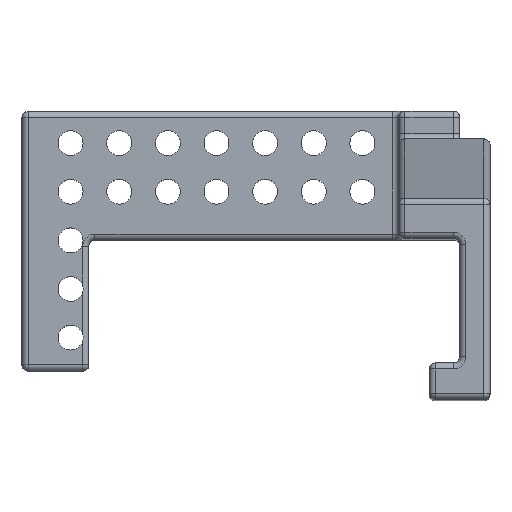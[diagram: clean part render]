
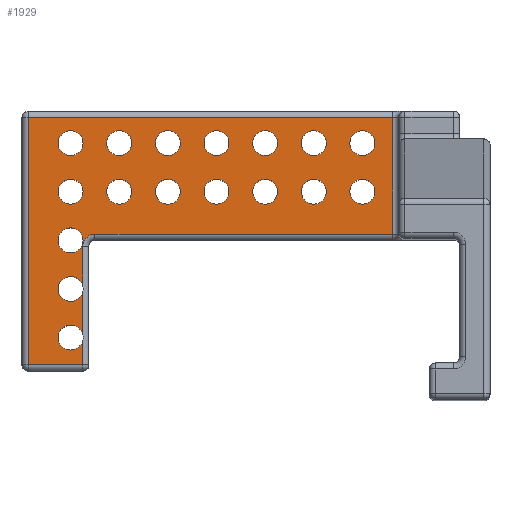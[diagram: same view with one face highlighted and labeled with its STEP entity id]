
A CAD part, top view. The second image highlights one B-rep face of the part: STEP entity #1929.
In plain terms, the highlighted planar face has unit normal (0, 0, 1).
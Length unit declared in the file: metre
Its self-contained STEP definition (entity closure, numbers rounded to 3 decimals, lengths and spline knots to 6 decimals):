
#78=LINE('',#3128,#205);
#79=LINE('',#3132,#206);
#80=LINE('',#3136,#207);
#81=LINE('',#3138,#208);
#82=LINE('',#3140,#209);
#83=LINE('',#3142,#210);
#84=LINE('',#3144,#211);
#85=LINE('',#3146,#212);
#205=VECTOR('',#2422,1.);
#206=VECTOR('',#2425,1.);
#207=VECTOR('',#2428,1.);
#208=VECTOR('',#2429,1.);
#209=VECTOR('',#2430,1.);
#210=VECTOR('',#2431,1.);
#211=VECTOR('',#2432,1.);
#212=VECTOR('',#2433,1.);
#313=PLANE('',#2076);
#365=ORIENTED_EDGE('',*,*,#927,.F.);
#366=ORIENTED_EDGE('',*,*,#928,.F.);
#367=ORIENTED_EDGE('',*,*,#929,.F.);
#368=ORIENTED_EDGE('',*,*,#930,.F.);
#369=ORIENTED_EDGE('',*,*,#931,.F.);
#370=ORIENTED_EDGE('',*,*,#932,.F.);
#371=ORIENTED_EDGE('',*,*,#933,.F.);
#372=ORIENTED_EDGE('',*,*,#934,.F.);
#373=ORIENTED_EDGE('',*,*,#935,.F.);
#374=ORIENTED_EDGE('',*,*,#936,.F.);
#375=ORIENTED_EDGE('',*,*,#937,.F.);
#376=ORIENTED_EDGE('',*,*,#938,.F.);
#377=ORIENTED_EDGE('',*,*,#939,.F.);
#378=ORIENTED_EDGE('',*,*,#940,.F.);
#379=ORIENTED_EDGE('',*,*,#941,.F.);
#380=ORIENTED_EDGE('',*,*,#942,.F.);
#381=ORIENTED_EDGE('',*,*,#943,.T.);
#382=ORIENTED_EDGE('',*,*,#944,.F.);
#383=ORIENTED_EDGE('',*,*,#945,.T.);
#384=ORIENTED_EDGE('',*,*,#946,.F.);
#385=ORIENTED_EDGE('',*,*,#947,.T.);
#386=ORIENTED_EDGE('',*,*,#948,.T.);
#387=ORIENTED_EDGE('',*,*,#949,.T.);
#388=ORIENTED_EDGE('',*,*,#950,.T.);
#389=ORIENTED_EDGE('',*,*,#951,.T.);
#390=ORIENTED_EDGE('',*,*,#952,.T.);
#927=EDGE_CURVE('',#1208,#1208,#1354,.T.);
#928=EDGE_CURVE('',#1209,#1209,#1355,.T.);
#929=EDGE_CURVE('',#1210,#1210,#1356,.T.);
#930=EDGE_CURVE('',#1211,#1211,#1357,.T.);
#931=EDGE_CURVE('',#1212,#1212,#1358,.T.);
#932=EDGE_CURVE('',#1213,#1213,#1359,.T.);
#933=EDGE_CURVE('',#1214,#1214,#1360,.T.);
#934=EDGE_CURVE('',#1215,#1215,#1361,.T.);
#935=EDGE_CURVE('',#1216,#1216,#1362,.T.);
#936=EDGE_CURVE('',#1217,#1217,#1363,.T.);
#937=EDGE_CURVE('',#1218,#1218,#1364,.T.);
#938=EDGE_CURVE('',#1219,#1219,#1365,.T.);
#939=EDGE_CURVE('',#1220,#1220,#1366,.T.);
#940=EDGE_CURVE('',#1221,#1221,#1367,.T.);
#941=EDGE_CURVE('',#1222,#1222,#1368,.T.);
#942=EDGE_CURVE('',#1223,#1224,#1369,.T.);
#943=EDGE_CURVE('',#1223,#1225,#78,.F.);
#944=EDGE_CURVE('',#1226,#1225,#1370,.T.);
#945=EDGE_CURVE('',#1226,#1227,#79,.F.);
#946=EDGE_CURVE('',#1228,#1227,#1371,.T.);
#947=EDGE_CURVE('',#1228,#1229,#80,.F.);
#948=EDGE_CURVE('',#1229,#1230,#81,.F.);
#949=EDGE_CURVE('',#1230,#1231,#82,.F.);
#950=EDGE_CURVE('',#1231,#1232,#83,.T.);
#951=EDGE_CURVE('',#1232,#1233,#84,.T.);
#952=EDGE_CURVE('',#1233,#1224,#85,.F.);
#1208=VERTEX_POINT('',#3096);
#1209=VERTEX_POINT('',#3098);
#1210=VERTEX_POINT('',#3100);
#1211=VERTEX_POINT('',#3102);
#1212=VERTEX_POINT('',#3104);
#1213=VERTEX_POINT('',#3106);
#1214=VERTEX_POINT('',#3108);
#1215=VERTEX_POINT('',#3110);
#1216=VERTEX_POINT('',#3112);
#1217=VERTEX_POINT('',#3114);
#1218=VERTEX_POINT('',#3116);
#1219=VERTEX_POINT('',#3118);
#1220=VERTEX_POINT('',#3120);
#1221=VERTEX_POINT('',#3122);
#1222=VERTEX_POINT('',#3124);
#1223=VERTEX_POINT('',#3126);
#1224=VERTEX_POINT('',#3127);
#1225=VERTEX_POINT('',#3129);
#1226=VERTEX_POINT('',#3131);
#1227=VERTEX_POINT('',#3133);
#1228=VERTEX_POINT('',#3135);
#1229=VERTEX_POINT('',#3137);
#1230=VERTEX_POINT('',#3139);
#1231=VERTEX_POINT('',#3141);
#1232=VERTEX_POINT('',#3143);
#1233=VERTEX_POINT('',#3145);
#1354=CIRCLE('',#2077,0.00205);
#1355=CIRCLE('',#2078,0.00205);
#1356=CIRCLE('',#2079,0.00205);
#1357=CIRCLE('',#2080,0.00205);
#1358=CIRCLE('',#2081,0.00205);
#1359=CIRCLE('',#2082,0.00205);
#1360=CIRCLE('',#2083,0.00205);
#1361=CIRCLE('',#2084,0.00205);
#1362=CIRCLE('',#2085,0.00205);
#1363=CIRCLE('',#2086,0.00205);
#1364=CIRCLE('',#2087,0.00205);
#1365=CIRCLE('',#2088,0.00205);
#1366=CIRCLE('',#2089,0.00205);
#1367=CIRCLE('',#2090,0.00205);
#1368=CIRCLE('',#2091,0.00205);
#1369=CIRCLE('',#2092,0.00205);
#1370=CIRCLE('',#2093,0.00205);
#1371=CIRCLE('',#2094,0.002);
#1499=EDGE_LOOP('',(#365));
#1500=EDGE_LOOP('',(#366));
#1501=EDGE_LOOP('',(#367));
#1502=EDGE_LOOP('',(#368));
#1503=EDGE_LOOP('',(#369));
#1504=EDGE_LOOP('',(#370));
#1505=EDGE_LOOP('',(#371));
#1506=EDGE_LOOP('',(#372));
#1507=EDGE_LOOP('',(#373));
#1508=EDGE_LOOP('',(#374));
#1509=EDGE_LOOP('',(#375));
#1510=EDGE_LOOP('',(#376));
#1511=EDGE_LOOP('',(#377));
#1512=EDGE_LOOP('',(#378));
#1513=EDGE_LOOP('',(#379));
#1514=EDGE_LOOP('',(#380,#381,#382,#383,#384,#385,#386,#387,#388,#389,#390));
#1680=FACE_BOUND('',#1499,.T.);
#1681=FACE_BOUND('',#1500,.T.);
#1682=FACE_BOUND('',#1501,.T.);
#1683=FACE_BOUND('',#1502,.T.);
#1684=FACE_BOUND('',#1503,.T.);
#1685=FACE_BOUND('',#1504,.T.);
#1686=FACE_BOUND('',#1505,.T.);
#1687=FACE_BOUND('',#1506,.T.);
#1688=FACE_BOUND('',#1507,.T.);
#1689=FACE_BOUND('',#1508,.T.);
#1690=FACE_BOUND('',#1509,.T.);
#1691=FACE_BOUND('',#1510,.T.);
#1692=FACE_BOUND('',#1511,.T.);
#1693=FACE_BOUND('',#1512,.T.);
#1694=FACE_BOUND('',#1513,.T.);
#1695=FACE_BOUND('',#1514,.T.);
#1929=ADVANCED_FACE('',(#1680,#1681,#1682,#1683,#1684,#1685,#1686,#1687,
#1688,#1689,#1690,#1691,#1692,#1693,#1694,#1695),#313,.T.);
#2076=AXIS2_PLACEMENT_3D('',#3094,#2388,#2389);
#2077=AXIS2_PLACEMENT_3D('',#3095,#2390,#2391);
#2078=AXIS2_PLACEMENT_3D('',#3097,#2392,#2393);
#2079=AXIS2_PLACEMENT_3D('',#3099,#2394,#2395);
#2080=AXIS2_PLACEMENT_3D('',#3101,#2396,#2397);
#2081=AXIS2_PLACEMENT_3D('',#3103,#2398,#2399);
#2082=AXIS2_PLACEMENT_3D('',#3105,#2400,#2401);
#2083=AXIS2_PLACEMENT_3D('',#3107,#2402,#2403);
#2084=AXIS2_PLACEMENT_3D('',#3109,#2404,#2405);
#2085=AXIS2_PLACEMENT_3D('',#3111,#2406,#2407);
#2086=AXIS2_PLACEMENT_3D('',#3113,#2408,#2409);
#2087=AXIS2_PLACEMENT_3D('',#3115,#2410,#2411);
#2088=AXIS2_PLACEMENT_3D('',#3117,#2412,#2413);
#2089=AXIS2_PLACEMENT_3D('',#3119,#2414,#2415);
#2090=AXIS2_PLACEMENT_3D('',#3121,#2416,#2417);
#2091=AXIS2_PLACEMENT_3D('',#3123,#2418,#2419);
#2092=AXIS2_PLACEMENT_3D('',#3125,#2420,#2421);
#2093=AXIS2_PLACEMENT_3D('',#3130,#2423,#2424);
#2094=AXIS2_PLACEMENT_3D('',#3134,#2426,#2427);
#2388=DIRECTION('',(0.,0.,1.));
#2389=DIRECTION('',(1.,0.,0.));
#2390=DIRECTION('',(0.,0.,1.));
#2391=DIRECTION('',(1.,0.,0.));
#2392=DIRECTION('',(0.,0.,1.));
#2393=DIRECTION('',(1.,0.,0.));
#2394=DIRECTION('',(0.,0.,1.));
#2395=DIRECTION('',(1.,0.,0.));
#2396=DIRECTION('',(0.,0.,1.));
#2397=DIRECTION('',(1.,0.,0.));
#2398=DIRECTION('',(0.,0.,1.));
#2399=DIRECTION('',(1.,0.,0.));
#2400=DIRECTION('',(0.,0.,1.));
#2401=DIRECTION('',(1.,0.,0.));
#2402=DIRECTION('',(0.,0.,1.));
#2403=DIRECTION('',(1.,0.,0.));
#2404=DIRECTION('',(0.,0.,1.));
#2405=DIRECTION('',(1.,0.,0.));
#2406=DIRECTION('',(0.,0.,1.));
#2407=DIRECTION('',(1.,0.,0.));
#2408=DIRECTION('',(0.,0.,1.));
#2409=DIRECTION('',(1.,0.,0.));
#2410=DIRECTION('',(0.,0.,1.));
#2411=DIRECTION('',(1.,0.,0.));
#2412=DIRECTION('',(0.,0.,1.));
#2413=DIRECTION('',(1.,0.,0.));
#2414=DIRECTION('',(0.,0.,1.));
#2415=DIRECTION('',(1.,0.,0.));
#2416=DIRECTION('',(0.,0.,1.));
#2417=DIRECTION('',(1.,0.,0.));
#2418=DIRECTION('',(0.,0.,1.));
#2419=DIRECTION('',(1.,0.,0.));
#2420=DIRECTION('',(0.,0.,1.));
#2421=DIRECTION('',(1.,0.,0.));
#2422=DIRECTION('',(0.,-1.,0.));
#2423=DIRECTION('',(0.,0.,1.));
#2424=DIRECTION('',(1.,0.,0.));
#2425=DIRECTION('',(0.,-1.,0.));
#2426=DIRECTION('',(0.,0.,1.));
#2427=DIRECTION('',(1.,0.,0.));
#2428=DIRECTION('',(-1.,0.,0.));
#2429=DIRECTION('',(0.,-1.,0.));
#2430=DIRECTION('',(1.,0.,0.));
#2431=DIRECTION('',(0.,-1.,0.));
#2432=DIRECTION('',(1.,0.,0.));
#2433=DIRECTION('',(0.,-1.,0.));
#3094=CARTESIAN_POINT('',(-0.0335,0.0215,0.01));
#3095=CARTESIAN_POINT('',(-0.064,0.0375,0.01));
#3096=CARTESIAN_POINT('',(-0.06195,0.0375,0.01));
#3097=CARTESIAN_POINT('',(-0.056,0.0375,0.01));
#3098=CARTESIAN_POINT('',(-0.05395,0.0375,0.01));
#3099=CARTESIAN_POINT('',(-0.048,0.0375,0.01));
#3100=CARTESIAN_POINT('',(-0.04595,0.0375,0.01));
#3101=CARTESIAN_POINT('',(-0.04,0.0375,0.01));
#3102=CARTESIAN_POINT('',(-0.03795,0.0375,0.01));
#3103=CARTESIAN_POINT('',(-0.032,0.0375,0.01));
#3104=CARTESIAN_POINT('',(-0.02995,0.0375,0.01));
#3105=CARTESIAN_POINT('',(-0.024,0.0375,0.01));
#3106=CARTESIAN_POINT('',(-0.02195,0.0375,0.01));
#3107=CARTESIAN_POINT('',(-0.016,0.0375,0.01));
#3108=CARTESIAN_POINT('',(-0.01395,0.0375,0.01));
#3109=CARTESIAN_POINT('',(-0.064,0.0295,0.01));
#3110=CARTESIAN_POINT('',(-0.06195,0.0295,0.01));
#3111=CARTESIAN_POINT('',(-0.032,0.0295,0.01));
#3112=CARTESIAN_POINT('',(-0.02995,0.0295,0.01));
#3113=CARTESIAN_POINT('',(-0.056,0.0295,0.01));
#3114=CARTESIAN_POINT('',(-0.05395,0.0295,0.01));
#3115=CARTESIAN_POINT('',(-0.024,0.0295,0.01));
#3116=CARTESIAN_POINT('',(-0.02195,0.0295,0.01));
#3117=CARTESIAN_POINT('',(-0.04,0.0295,0.01));
#3118=CARTESIAN_POINT('',(-0.03795,0.0295,0.01));
#3119=CARTESIAN_POINT('',(-0.016,0.0295,0.01));
#3120=CARTESIAN_POINT('',(-0.01395,0.0295,0.01));
#3121=CARTESIAN_POINT('',(-0.048,0.0295,0.01));
#3122=CARTESIAN_POINT('',(-0.04595,0.0295,0.01));
#3123=CARTESIAN_POINT('',(-0.064,0.0215,0.01));
#3124=CARTESIAN_POINT('',(-0.06195,0.0215,0.01));
#3125=CARTESIAN_POINT('',(-0.064,0.0055,0.01));
#3126=CARTESIAN_POINT('',(-0.062,0.00595,0.01));
#3127=CARTESIAN_POINT('',(-0.062,0.00505,0.01));
#3128=CARTESIAN_POINT('',(-0.062,0.0215,0.01));
#3129=CARTESIAN_POINT('',(-0.062,0.01305,0.01));
#3130=CARTESIAN_POINT('',(-0.064,0.0135,0.01));
#3131=CARTESIAN_POINT('',(-0.062,0.01395,0.01));
#3132=CARTESIAN_POINT('',(-0.062,0.0215,0.01));
#3133=CARTESIAN_POINT('',(-0.062,0.0205,0.01));
#3134=CARTESIAN_POINT('',(-0.06,0.0205,0.01));
#3135=CARTESIAN_POINT('',(-0.06,0.0225,0.01));
#3136=CARTESIAN_POINT('',(-0.01,0.0225,0.01));
#3137=CARTESIAN_POINT('',(-0.011,0.0225,0.01));
#3138=CARTESIAN_POINT('',(-0.011,0.0215,0.01));
#3139=CARTESIAN_POINT('',(-0.011,0.0417,0.01));
#3140=CARTESIAN_POINT('',(-0.0335,0.0417,0.01));
#3141=CARTESIAN_POINT('',(-0.071,0.0417,0.01));
#3142=CARTESIAN_POINT('',(-0.071,0.,0.01));
#3143=CARTESIAN_POINT('',(-0.071,0.001,0.01));
#3144=CARTESIAN_POINT('',(-0.061,0.001,0.01));
#3145=CARTESIAN_POINT('',(-0.062,0.001,0.01));
#3146=CARTESIAN_POINT('',(-0.062,0.0215,0.01));
